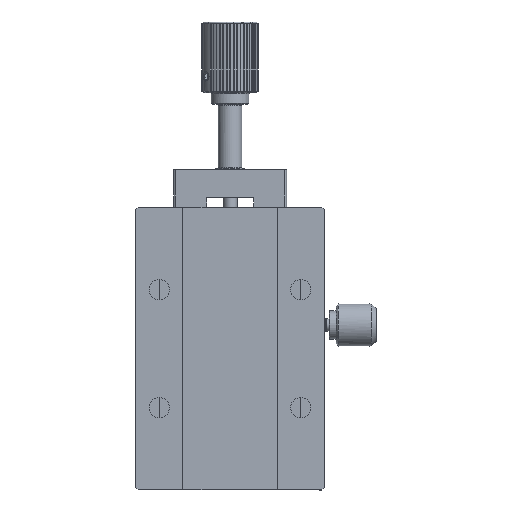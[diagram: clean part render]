
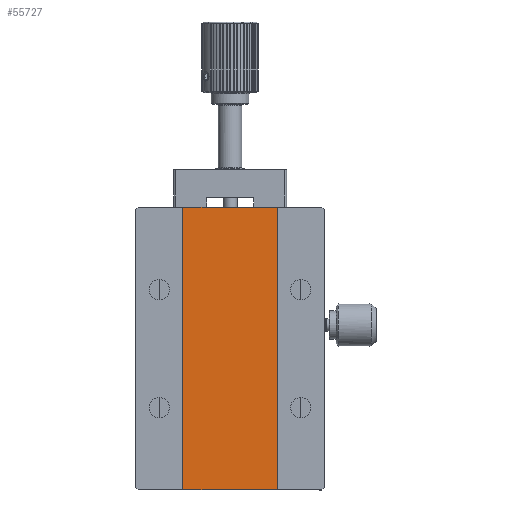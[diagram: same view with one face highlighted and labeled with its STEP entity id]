
A CAD part, front view. The second image highlights one B-rep face of the part: STEP entity #55727.
In plain terms, the highlighted planar face has unit normal (0, -1, 0).
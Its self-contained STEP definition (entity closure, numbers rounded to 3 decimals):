
#1815 = ORIENTED_EDGE ( 'NONE', *, *, #40089, .F. ) ;
#3583 = PLANE ( 'NONE',  #40102 ) ;
#7206 = ORIENTED_EDGE ( 'NONE', *, *, #26955, .F. ) ;
#7228 = VERTEX_POINT ( 'NONE', #18302 ) ;
#7714 = DIRECTION ( 'NONE',  ( 0., 0., 1. ) ) ;
#7820 = CARTESIAN_POINT ( 'NONE',  ( 12.081, 25.037, 61.383 ) ) ;
#8326 = FACE_OUTER_BOUND ( 'NONE', #44103, .T. ) ;
#11280 = CARTESIAN_POINT ( 'NONE',  ( 22.081, 25.037, 61.383 ) ) ;
#11934 = ORIENTED_EDGE ( 'NONE', *, *, #59296, .F. ) ;
#15918 = DIRECTION ( 'NONE',  ( -1., 0., 0. ) ) ;
#16764 = LINE ( 'NONE', #54641, #17015 ) ;
#17015 = VECTOR ( 'NONE', #26832, 1000. ) ;
#18302 = CARTESIAN_POINT ( 'NONE',  ( 42.081, 25.037, 1.383 ) ) ;
#18365 = DIRECTION ( 'NONE',  ( 0., 1., 0. ) ) ;
#21957 = VERTEX_POINT ( 'NONE', #47293 ) ;
#22753 = CARTESIAN_POINT ( 'NONE',  ( 12.081, 25.037, 61.383 ) ) ;
#23801 = DIRECTION ( 'NONE',  ( 0., 0., 1. ) ) ;
#26832 = DIRECTION ( 'NONE',  ( 0., 0., -1. ) ) ;
#26955 = EDGE_CURVE ( 'NONE', #21957, #7228, #16764, .T. ) ;
#29451 = CARTESIAN_POINT ( 'NONE',  ( 12.081, 25.037, 1.383 ) ) ;
#33289 = LINE ( 'NONE', #33593, #43307 ) ;
#33593 = CARTESIAN_POINT ( 'NONE',  ( 22.081, 25.037, 61.383 ) ) ;
#34507 = LINE ( 'NONE', #29451, #49566 ) ;
#35184 = ORIENTED_EDGE ( 'NONE', *, *, #58607, .F. ) ;
#40089 = EDGE_CURVE ( 'NONE', #7228, #53802, #34507, .T. ) ;
#40102 = AXIS2_PLACEMENT_3D ( 'NONE', #22753, #18365, #7714 ) ;
#41228 = DIRECTION ( 'NONE',  ( 1., 0., 0. ) ) ;
#43307 = VECTOR ( 'NONE', #23801, 1000. ) ;
#44103 = EDGE_LOOP ( 'NONE', ( #11934, #1815, #7206, #35184 ) ) ;
#45309 = VECTOR ( 'NONE', #41228, 1000. ) ;
#46282 = LINE ( 'NONE', #7820, #45309 ) ;
#47293 = CARTESIAN_POINT ( 'NONE',  ( 42.081, 25.037, 61.383 ) ) ;
#49566 = VECTOR ( 'NONE', #15918, 1000. ) ;
#52323 = VERTEX_POINT ( 'NONE', #11280 ) ;
#53802 = VERTEX_POINT ( 'NONE', #60162 ) ;
#54641 = CARTESIAN_POINT ( 'NONE',  ( 42.081, 25.037, 61.383 ) ) ;
#55727 = ADVANCED_FACE ( 'NONE', ( #8326 ), #3583, .F. ) ;
#58607 = EDGE_CURVE ( 'NONE', #52323, #21957, #46282, .T. ) ;
#59296 = EDGE_CURVE ( 'NONE', #53802, #52323, #33289, .T. ) ;
#60162 = CARTESIAN_POINT ( 'NONE',  ( 22.081, 25.037, 1.383 ) ) ;
